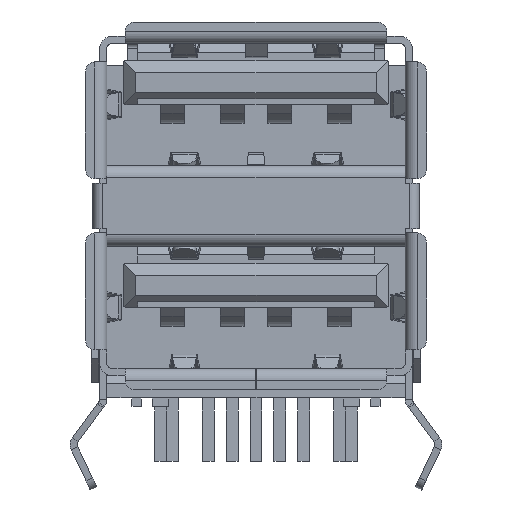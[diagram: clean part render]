
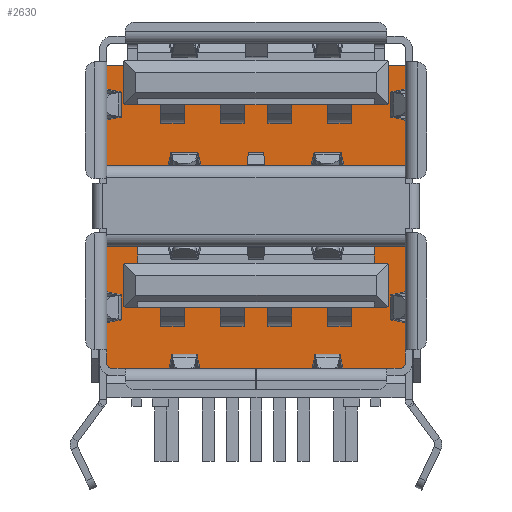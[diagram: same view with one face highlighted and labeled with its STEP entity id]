
A CAD part, front view. The second image highlights one B-rep face of the part: STEP entity #2630.
In plain terms, the highlighted planar face has unit normal (0, -1, 0).
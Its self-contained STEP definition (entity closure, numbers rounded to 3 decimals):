
#2287=CARTESIAN_POINT('',(-6.25,-3.53,1.29));
#2288=VERTEX_POINT('',#2287);
#2295=CARTESIAN_POINT('',(-6.25,-3.53,14.29));
#2296=VERTEX_POINT('',#2295);
#2297=CARTESIAN_POINT('',(-6.25,-3.53,1.29));
#2298=DIRECTION('',(0.0,0.0,1.0));
#2299=VECTOR('',#2298,13.);
#2300=LINE('',#2297,#2299);
#2301=EDGE_CURVE('',#2288,#2296,#2300,.T.);
#2542=CARTESIAN_POINT('',(6.25,-3.53,14.29));
#2543=VERTEX_POINT('',#2542);
#2550=CARTESIAN_POINT('',(6.25,-3.53,1.29));
#2551=VERTEX_POINT('',#2550);
#2552=CARTESIAN_POINT('',(6.25,-3.53,14.29));
#2553=DIRECTION('',(0.0,0.0,-1.0));
#2554=VECTOR('',#2553,13.);
#2555=LINE('',#2552,#2554);
#2556=EDGE_CURVE('',#2543,#2551,#2555,.T.);
#2597=CARTESIAN_POINT('',(6.25,-3.53,1.29));
#2598=DIRECTION('',(-1.0,0.0,0.0));
#2599=VECTOR('',#2598,12.5);
#2600=LINE('',#2597,#2599);
#2601=EDGE_CURVE('',#2551,#2288,#2600,.T.);
#2614=CARTESIAN_POINT('',(0.,-3.53,7.79));
#2615=DIRECTION('',(0.0,1.0,0.0));
#2616=DIRECTION('',(0.0,0.0,1.0));
#2617=AXIS2_PLACEMENT_3D('',#2614,#2615,#2616);
#2618=PLANE('',#2617);
#2619=ORIENTED_EDGE('',*,*,#2556,.F.);
#2620=CARTESIAN_POINT('',(-6.25,-3.53,14.29));
#2621=DIRECTION('',(1.0,0.0,0.0));
#2622=VECTOR('',#2621,12.5);
#2623=LINE('',#2620,#2622);
#2624=EDGE_CURVE('',#2296,#2543,#2623,.T.);
#2625=ORIENTED_EDGE('',*,*,#2624,.F.);
#2626=ORIENTED_EDGE('',*,*,#2301,.F.);
#2627=ORIENTED_EDGE('',*,*,#2601,.F.);
#2628=EDGE_LOOP('',(#2619,#2625,#2626,#2627));
#2629=FACE_OUTER_BOUND('',#2628,.T.);
#2630=ADVANCED_FACE('',(#2629),#2618,.F.);
